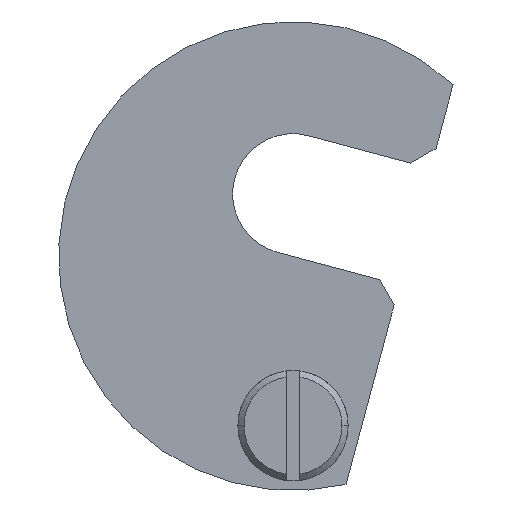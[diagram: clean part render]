
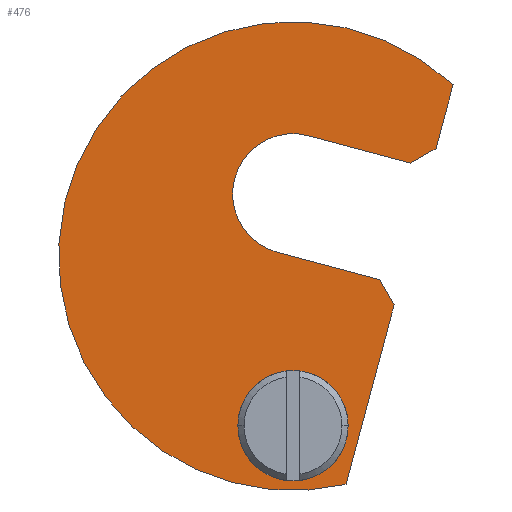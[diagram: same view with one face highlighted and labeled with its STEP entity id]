
A CAD part, front view. The second image highlights one B-rep face of the part: STEP entity #476.
In plain terms, the highlighted planar face has unit normal (0, -1, 0).
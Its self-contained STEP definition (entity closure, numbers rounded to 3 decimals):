
#218=EDGE_CURVE('',#240,#336,#595,.T.);
#228=EDGE_CURVE('',#268,#240,#606,.T.);
#230=EDGE_CURVE('',#336,#436,#608,.T.);
#240=VERTEX_POINT('',#618);
#258=EDGE_CURVE('',#344,#268,#640,.T.);
#268=VERTEX_POINT('',#650);
#294=EDGE_CURVE('',#558,#548,#682,.T.);
#318=EDGE_CURVE('',#374,#344,#709,.T.);
#336=VERTEX_POINT('',#727);
#344=VERTEX_POINT('',#735);
#362=EDGE_CURVE('',#396,#374,#755,.T.);
#374=VERTEX_POINT('',#770);
#380=EDGE_CURVE('',#422,#396,#777,.T.);
#396=VERTEX_POINT('',#794);
#410=EDGE_CURVE('',#470,#422,#809,.T.);
#422=VERTEX_POINT('',#824);
#436=VERTEX_POINT('',#839);
#452=EDGE_CURVE('',#436,#470,#856,.T.);
#470=VERTEX_POINT('',#878);
#476=ADVANCED_FACE('',(#885,#886),#887,.T.);
#518=EDGE_CURVE('',#548,#558,#931,.T.);
#548=VERTEX_POINT('',#962);
#558=VERTEX_POINT('',#975);
#595=CIRCLE('',#1017,34.0);
#606=LINE('',#1030,#1031);
#608=CIRCLE('',#1034,34.0);
#618=CARTESIAN_POINT('',(23.219,-11.8,49.437));
#640=LINE('',#1076,#1077);
#650=CARTESIAN_POINT('',(20.746,-11.8,40.206));
#682=CIRCLE('',#1131,8.);
#709=LINE('',#1163,#1164);
#727=CARTESIAN_POINT('',(-23.219,-11.8,-0.237));
#735=CARTESIAN_POINT('',(17.072,-11.8,38.084));
#755=CIRCLE('',#1225,8.75);
#770=CARTESIAN_POINT('',(2.265,-11.8,42.052));
#777=LINE('',#1252,#1253);
#794=CARTESIAN_POINT('',(-2.265,-11.8,25.148));
#809=LINE('',#1296,#1297);
#824=CARTESIAN_POINT('',(12.542,-11.8,21.181));
#839=CARTESIAN_POINT('',(7.69,-11.8,-8.519));
#856=LINE('',#1371,#1372);
#878=CARTESIAN_POINT('',(14.664,-11.8,17.506));
#885=FACE_BOUND('',#1407,.T.);
#886=FACE_OUTER_BOUND('',#1408,.T.);
#887=PLANE('',#1409);
#931=CIRCLE('',#1470,8.);
#962=CARTESIAN_POINT('',(-8.,-11.8,0.));
#975=CARTESIAN_POINT('',(8.,-11.8,0.));
#1017=AXIS2_PLACEMENT_3D('',#1570,#1571,#1572);
#1030=CARTESIAN_POINT('',(20.746,-11.8,40.206));
#1031=VECTOR('',#1584,1.0);
#1034=AXIS2_PLACEMENT_3D('',#1585,#1586,#1587);
#1076=CARTESIAN_POINT('',(17.072,-11.8,38.084));
#1077=VECTOR('',#1629,1.0);
#1131=AXIS2_PLACEMENT_3D('',#1690,#1691,#1692);
#1163=CARTESIAN_POINT('',(2.265,-11.8,42.052));
#1164=VECTOR('',#1718,1.0);
#1225=AXIS2_PLACEMENT_3D('',#1756,#1757,#1758);
#1252=CARTESIAN_POINT('',(12.542,-11.8,21.181));
#1253=VECTOR('',#1798,1.0);
#1296=CARTESIAN_POINT('',(14.664,-11.8,17.506));
#1297=VECTOR('',#1829,1.0);
#1371=CARTESIAN_POINT('',(7.69,-11.8,-8.519));
#1372=VECTOR('',#1888,1.0);
#1407=EDGE_LOOP('',(#1934,#1935));
#1408=EDGE_LOOP('',(#1936,#1937,#1938,#1939,#1940,#1941,#1942,#1943,#1944));
#1409=AXIS2_PLACEMENT_3D('',#1945,#1946,#1947);
#1470=AXIS2_PLACEMENT_3D('',#1982,#1983,#1984);
#1570=CARTESIAN_POINT('',(0.0,-11.8,24.6));
#1571=DIRECTION('',(0.0,-1.0,0.0));
#1572=DIRECTION('',(0.683,0.0,0.73));
#1584=DIRECTION('',(0.259,0.0,0.966));
#1585=CARTESIAN_POINT('',(0.0,-11.8,24.6));
#1586=DIRECTION('',(0.0,-1.0,0.0));
#1587=DIRECTION('',(0.683,0.0,0.73));
#1629=DIRECTION('',(0.866,0.0,0.5));
#1690=CARTESIAN_POINT('',(0.,-11.8,0.));
#1691=DIRECTION('',(0.0,1.0,0.0));
#1692=DIRECTION('',(1.0,0.0,0.));
#1718=DIRECTION('',(0.966,0.0,-0.259));
#1756=CARTESIAN_POINT('',(0.0,-11.8,33.6));
#1757=DIRECTION('',(0.0,1.0,0.0));
#1758=DIRECTION('',(-0.259,0.0,-0.966));
#1798=DIRECTION('',(-0.966,0.0,0.259));
#1829=DIRECTION('',(-0.5,0.0,0.866));
#1888=DIRECTION('',(0.259,0.0,0.966));
#1934=ORIENTED_EDGE('',*,*,#294,.T.);
#1935=ORIENTED_EDGE('',*,*,#518,.T.);
#1936=ORIENTED_EDGE('',*,*,#218,.T.);
#1937=ORIENTED_EDGE('',*,*,#230,.T.);
#1938=ORIENTED_EDGE('',*,*,#452,.T.);
#1939=ORIENTED_EDGE('',*,*,#410,.T.);
#1940=ORIENTED_EDGE('',*,*,#380,.T.);
#1941=ORIENTED_EDGE('',*,*,#362,.T.);
#1942=ORIENTED_EDGE('',*,*,#318,.T.);
#1943=ORIENTED_EDGE('',*,*,#258,.T.);
#1944=ORIENTED_EDGE('',*,*,#228,.T.);
#1945=CARTESIAN_POINT('',(-3.397,-11.8,27.106));
#1946=DIRECTION('',(0.0,-1.0,0.0));
#1947=DIRECTION('',(1.0,0.0,0.0));
#1982=CARTESIAN_POINT('',(0.,-11.8,0.));
#1983=DIRECTION('',(0.0,1.0,0.0));
#1984=DIRECTION('',(1.0,0.0,0.));
